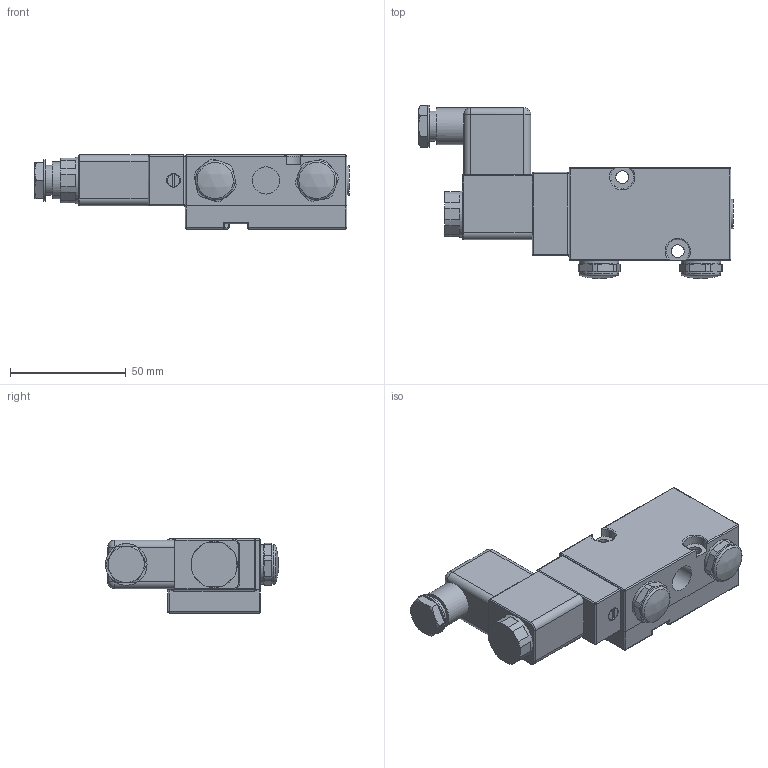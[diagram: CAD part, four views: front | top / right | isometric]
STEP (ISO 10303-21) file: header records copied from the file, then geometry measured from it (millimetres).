
FILE_DESCRIPTION((''),'2;1');
FILE_NAME('V44.323050.stp','2022-01-21T13:55:00',('RL'),(''),'Autodesk Inventor 2012','Autodesk Inventor 2012','');
FILE_SCHEMA(('AUTOMOTIVE_DESIGN { 1 0 10303 214 1 1 1 1 }'));
Length unit declared in the file: millimetre
Products named in the file (1): V44
Bounding box: 136 x 74.86 x 32 mm (x, y, z)
Volume: 139874.1 mm3; surface area: 34268.6 mm2
Topology: 5 solids, 7 shells, 282 faces, 653 edges, 396 vertices
Faces by surface type: cylinder 107, plane 105, cone 29, sphere 28, torus 13
Full cylindrical faces by diameter (mm): 5.5 x8, 6 x1, 6.8 x1, 7 x2, 11.75 x3, 12 x1, 12.806 x1, 13 x1, 16 x1, 17 x4, 18 x1, 20 x1, 20.5 x1
Entity records: 7733 total; most frequent: CARTESIAN_POINT 1489, DIRECTION 1366, ORIENTED_EDGE 1188, EDGE_CURVE 594, AXIS2_PLACEMENT_3D 562, VERTEX_POINT 374, EDGE_LOOP 344, FACE_OUTER_BOUND 282
